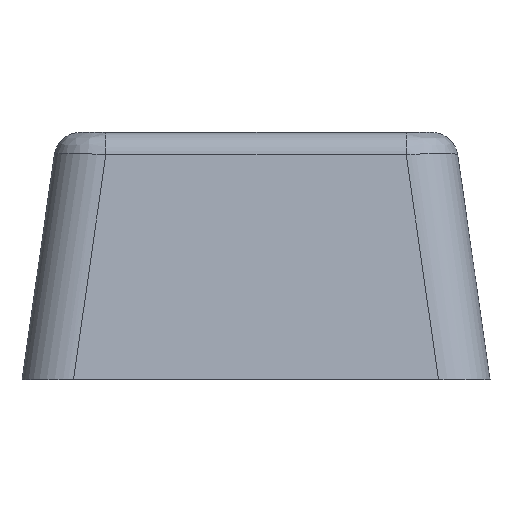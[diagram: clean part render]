
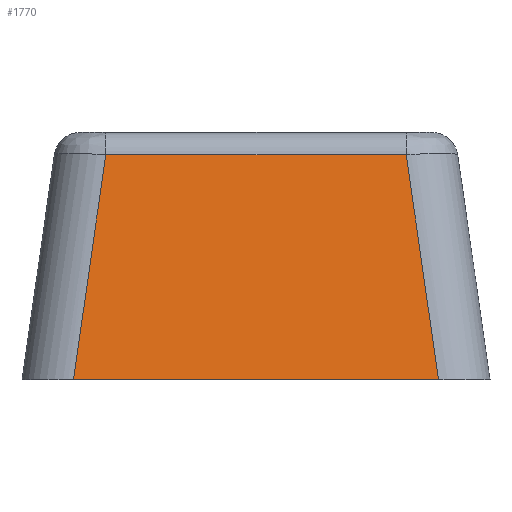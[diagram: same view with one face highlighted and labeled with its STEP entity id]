
A CAD part, left-side view. The second image highlights one B-rep face of the part: STEP entity #1770.
In plain terms, the highlighted planar face has unit normal (-0.99, 0, 0.142).
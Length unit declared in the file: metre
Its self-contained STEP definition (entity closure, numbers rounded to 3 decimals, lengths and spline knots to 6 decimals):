
#167=ORIENTED_EDGE('',*,*,#675,.T.);
#168=ORIENTED_EDGE('',*,*,#689,.T.);
#169=ORIENTED_EDGE('',*,*,#690,.T.);
#170=ORIENTED_EDGE('',*,*,#691,.T.);
#675=EDGE_CURVE('',#937,#936,#1092,.T.);
#689=EDGE_CURVE('',#936,#950,#1099,.T.);
#690=EDGE_CURVE('',#950,#951,#1100,.F.);
#691=EDGE_CURVE('',#951,#937,#1101,.F.);
#936=VERTEX_POINT('',#2635);
#937=VERTEX_POINT('',#2637);
#950=VERTEX_POINT('',#2665);
#951=VERTEX_POINT('',#2667);
#1092=LINE('',#2636,#1303);
#1099=LINE('',#2664,#1310);
#1100=LINE('',#2666,#1311);
#1101=LINE('',#2668,#1312);
#1303=VECTOR('',#2106,1.);
#1310=VECTOR('',#2129,1.);
#1311=VECTOR('',#2130,1.);
#1312=VECTOR('',#2131,1.);
#1477=EDGE_LOOP('',(#167,#168,#169,#170));
#1590=FACE_BOUND('',#1477,.T.);
#1695=PLANE('',#1908);
#1770=ADVANCED_FACE('',(#1590),#1695,.T.);
#1908=AXIS2_PLACEMENT_3D('',#2663,#2127,#2128);
#2106=DIRECTION('',(0.,-1.,0.));
#2127=DIRECTION('',(-0.99,0.,0.142));
#2128=DIRECTION('',(0.142,0.,0.99));
#2129=DIRECTION('',(0.141,0.141,0.98));
#2130=DIRECTION('',(0.,-1.,0.));
#2131=DIRECTION('',(0.141,-0.141,0.98));
#2635=CARTESIAN_POINT('',(0.,0.00198,0.));
#2636=CARTESIAN_POINT('',(0.,0.009,0.));
#2637=CARTESIAN_POINT('',(0.,0.01602,0.));
#2663=CARTESIAN_POINT('',(0.,0.,0.));
#2664=CARTESIAN_POINT('',(-0.000039,0.00194,-0.000273));
#2665=CARTESIAN_POINT('',(0.001243,0.003223,0.008642));
#2666=CARTESIAN_POINT('',(0.001243,0.,0.008642));
#2667=CARTESIAN_POINT('',(0.001243,0.014777,0.008642));
#2668=CARTESIAN_POINT('',(0.000318,0.015702,0.002213));
